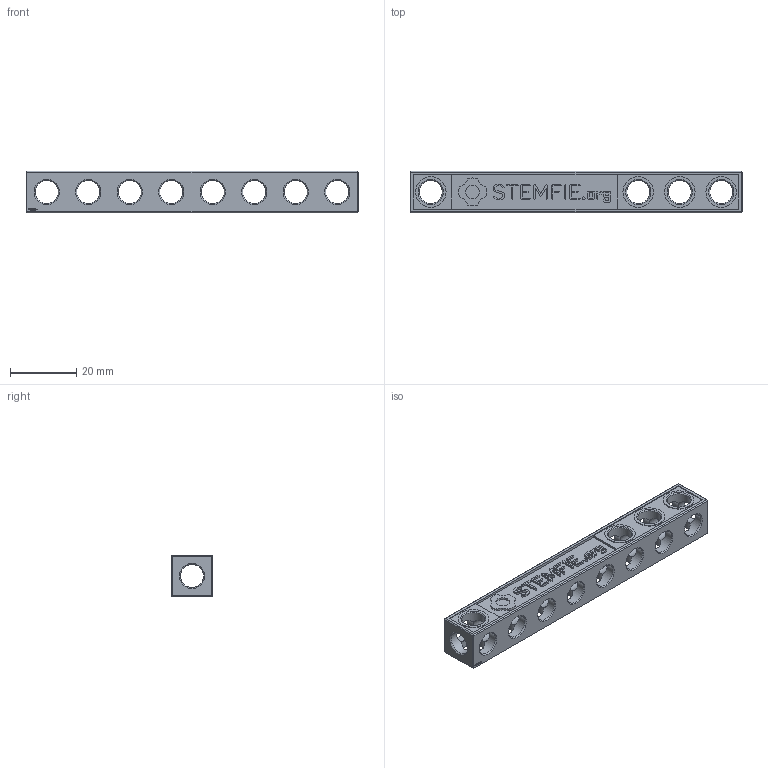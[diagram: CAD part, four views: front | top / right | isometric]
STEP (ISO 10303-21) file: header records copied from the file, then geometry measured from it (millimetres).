
FILE_DESCRIPTION(('FreeCAD Model'),'2;1');
FILE_NAME('Open CASCADE Shape Model','2023-11-10T18:38:55',(''),(''), 'Open CASCADE STEP processor 7.6','FreeCAD','Unknown');
FILE_SCHEMA(('AUTOMOTIVE_DESIGN { 1 0 10303 214 1 1 1 1 }'));
Products named in the file (1): Sign URL BEM STR ESS BU08x01x01 - SPN-SGN-0014 (stemfie.org)
Bounding box: 100 x 12.5 x 12.5 mm (x, y, z)
Volume: 7745.4 mm3; surface area: 7518 mm2
Topology: 1 solids, 1 shells, 745 faces, 2162 edges, 1442 vertices
Faces by surface type: plane 564, extrusion 106, cylinder 45, cone 30
Full cylindrical faces by diameter (mm): 7 x41, 9.2 x4
Entity records: 55147 total; most frequent: CARTESIAN_POINT 12924, DIRECTION 7319, VECTOR 5526, LINE 5420, ORIENTED_EDGE 4324, PCURVE 4324, DEFINITIONAL_REPRESENTATION 4324, EDGE_CURVE 2162
